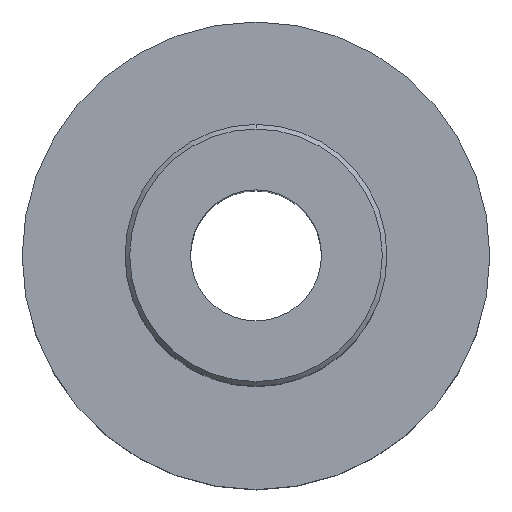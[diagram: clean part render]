
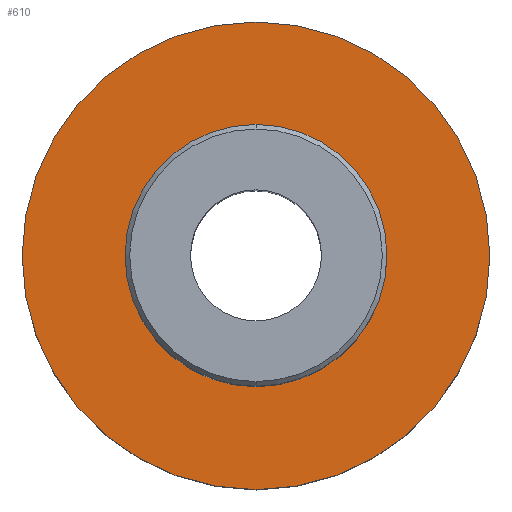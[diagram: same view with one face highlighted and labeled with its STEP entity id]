
A CAD part, top view. The second image highlights one B-rep face of the part: STEP entity #610.
In plain terms, the highlighted planar face has unit normal (0, 0, 1).
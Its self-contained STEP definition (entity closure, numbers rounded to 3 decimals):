
#217=CARTESIAN_POINT('',(0.,0.,0.));
#218=DIRECTION('',(0.,0.,-1.));
#219=DIRECTION('',(0.,1.,0.));
#220=AXIS2_PLACEMENT_3D('',#217,#218,#219);
#225=CARTESIAN_POINT('',(0.,0.,0.));
#226=DIRECTION('',(0.,0.,1.));
#227=DIRECTION('',(0.,1.,0.));
#228=AXIS2_PLACEMENT_3D('',#225,#226,#227);
#241=CARTESIAN_POINT('',(0.,0.,0.));
#242=DIRECTION('',(0.,0.,1.));
#243=DIRECTION('',(0.,1.,0.));
#244=AXIS2_PLACEMENT_3D('',#241,#242,#243);
#310=CARTESIAN_POINT('',(0.,0.,0.));
#311=DIRECTION('',(0.,0.,-1.));
#312=DIRECTION('',(0.,1.,0.));
#313=AXIS2_PLACEMENT_3D('',#310,#311,#312);
#385=CARTESIAN_POINT('',(0.,14.,0.));
#386=CARTESIAN_POINT('',(0.,-14.,0.));
#387=VERTEX_POINT('',#385);
#388=VERTEX_POINT('',#386);
#413=CARTESIAN_POINT('',(0.,25.,0.));
#414=VERTEX_POINT('',#413);
#423=CARTESIAN_POINT('',(0.,-25.,0.));
#424=VERTEX_POINT('',#423);
#595=CARTESIAN_POINT('',(0.,0.,0.));
#596=DIRECTION('',(0.,0.,1.));
#597=DIRECTION('',(0.,1.,0.));
#598=AXIS2_PLACEMENT_3D('',#595,#596,#597);
#599=PLANE('',#598);
#600=ORIENTED_EDGE('',*,*,#577,.T.);
#601=ORIENTED_EDGE('',*,*,#588,.F.);
#602=EDGE_LOOP('',(#600,#601));
#603=FACE_OUTER_BOUND('',#602,.F.);
#605=ORIENTED_EDGE('',*,*,#604,.T.);
#607=ORIENTED_EDGE('',*,*,#606,.F.);
#608=EDGE_LOOP('',(#605,#607));
#609=FACE_BOUND('',#608,.F.);
#221=CIRCLE('',#220,25.);
#229=CIRCLE('',#228,25.);
#245=CIRCLE('',#244,14.);
#314=CIRCLE('',#313,14.);
#577=EDGE_CURVE('',#414,#424,#221,.T.);
#588=EDGE_CURVE('',#414,#424,#229,.T.);
#604=EDGE_CURVE('',#387,#388,#245,.T.);
#606=EDGE_CURVE('',#387,#388,#314,.T.);
#610=ADVANCED_FACE('',(#603,#609),#599,.T.);
